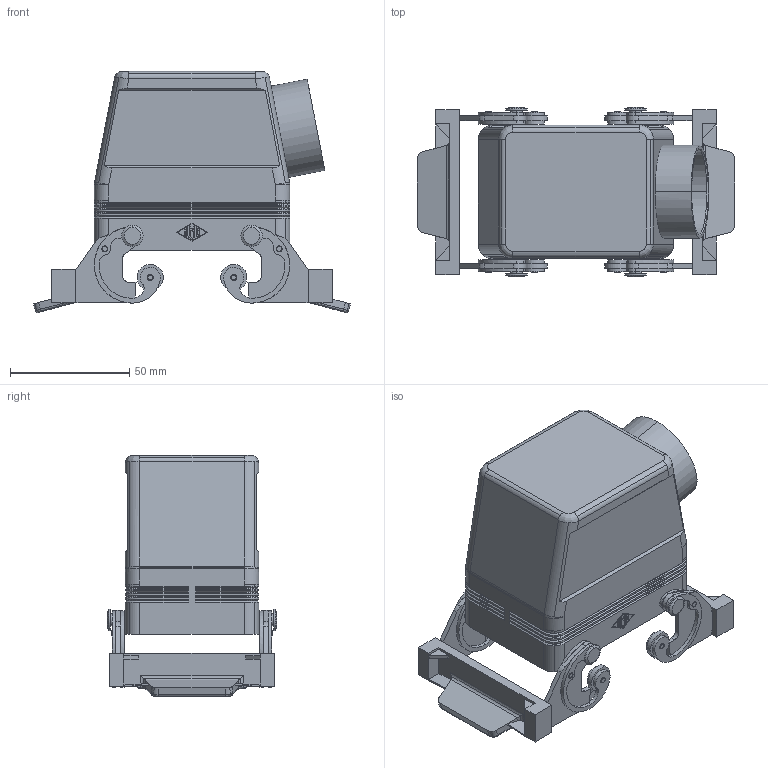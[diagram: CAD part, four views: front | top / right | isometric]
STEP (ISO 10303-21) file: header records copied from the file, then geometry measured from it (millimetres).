
FILE_DESCRIPTION((''),'2;1');
FILE_NAME('CAO 50 X29.stp','2006-12-13T08:16:01',('gembarski'),(''),'Autodesk Inventor 7','Autodesk Inventor 7','');
FILE_SCHEMA(('AUTOMOTIVE_DESIGN { 1 0 10303 214 1 1 1 1 }'));
Length unit declared in the file: millimetre
Products named in the file (1): CAO 50 X29
Bounding box: 133.07 x 71 x 101.22 mm (x, y, z)
Volume: 99098.1 mm3; surface area: 66713.1 mm2
Topology: 1 solids, 5 shells, 893 faces, 2265 edges, 1430 vertices
Faces by surface type: bspline 277, cylinder 262, plane 260, cone 70, torus 20, sphere 4
Entity records: 30492 total; most frequent: CARTESIAN_POINT 9050, ORIENTED_EDGE 4530, DIRECTION 4481, EDGE_CURVE 2265, AXIS2_PLACEMENT_3D 1629, VERTEX_POINT 1430, VECTOR 1223, LINE 1223
